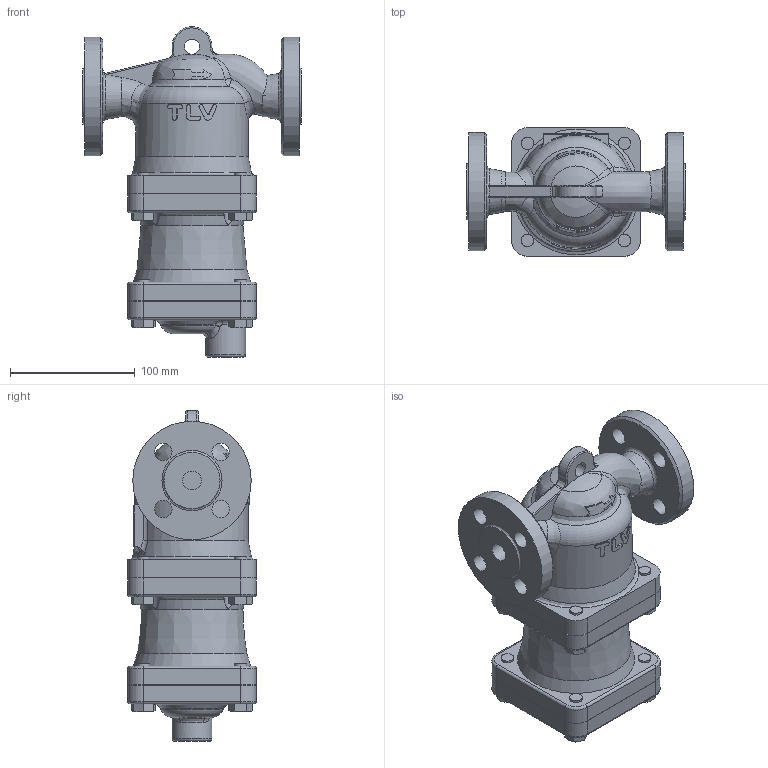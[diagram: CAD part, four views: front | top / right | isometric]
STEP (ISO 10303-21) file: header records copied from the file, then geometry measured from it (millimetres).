
FILE_DESCRIPTION((''),'2;1');
FILE_NAME('dc3s0-015-e0025-00.stp','2010-07-07T11:37:37',('nakaot'),(''),'Autodesk Inventor 2008','Autodesk Inventor 2008','');
FILE_SCHEMA(('AUTOMOTIVE_DESIGN { 1 0 10303 214 1 1 1 1 }'));
Length unit declared in the file: millimetre
Products named in the file (1): dc3s0-015-e0025-00
Bounding box: 175 x 103 x 264.95 mm (x, y, z)
Volume: 1777913.7 mm3; surface area: 173382.1 mm2
Topology: 1 solids, 1 shells, 414 faces, 1043 edges, 669 vertices
Faces by surface type: plane 146, bspline 107, cylinder 86, cone 56, torus 18, sphere 1
Full cylindrical faces by diameter (mm): 10 x16, 12 x1, 14 x4, 15 x1, 32 x1, 60 x1, 90 x2, 95 x1
Entity records: 25146 total; most frequent: CARTESIAN_POINT 16365, ORIENTED_EDGE 1920, DIRECTION 1572, EDGE_CURVE 960, AXIS2_PLACEMENT_3D 647, VERTEX_POINT 641, EDGE_LOOP 543, FACE_OUTER_BOUND 414
